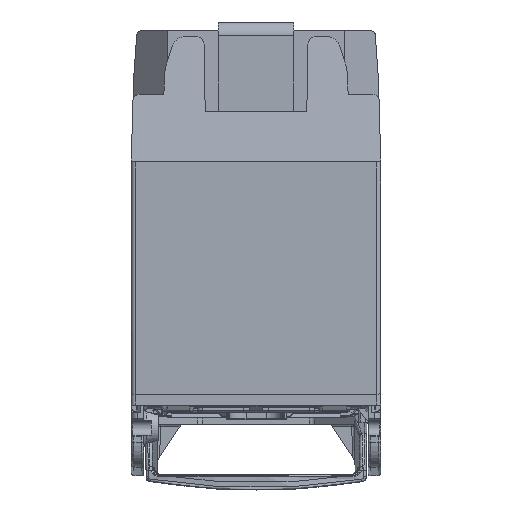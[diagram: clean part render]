
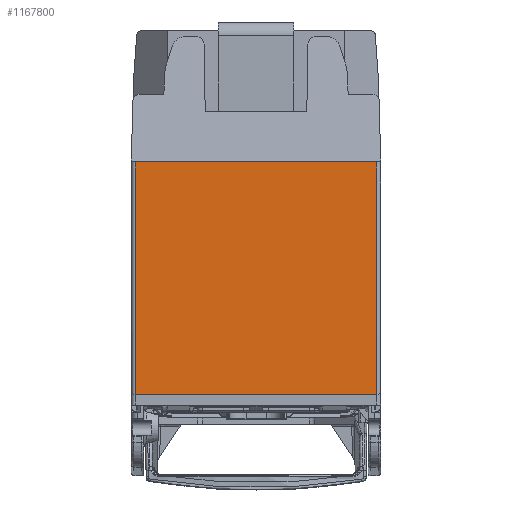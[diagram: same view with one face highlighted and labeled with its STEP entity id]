
A CAD part, top view. The second image highlights one B-rep face of the part: STEP entity #1167800.
In plain terms, the highlighted face is planar.
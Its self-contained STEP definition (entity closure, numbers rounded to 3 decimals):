
#71520=CARTESIAN_POINT('',(648.634,85.037,
98.));
#71530=VERTEX_POINT('',#71520);
#71580=CARTESIAN_POINT('',(648.634,9.,
98.));
#71590=DIRECTION('',(0.,-1.,0.));
#71600=VECTOR('',#71590,1.);
#71610=LINE('',#71580,#71600);
#71620=CARTESIAN_POINT('',(648.634,-7.963,
98.));
#71630=VERTEX_POINT('',#71620);
#71640=EDGE_CURVE('',#71530,#71630,#71610,.T.);
#295070=CARTESIAN_POINT('',(648.634,-7.963,
0.));
#295080=DIRECTION('',(0.,0.,-1.));
#295090=VECTOR('',#295080,1.);
#295100=LINE('',#295070,#295090);
#295110=CARTESIAN_POINT('',(648.634,-7.963,
1.5));
#295120=VERTEX_POINT('',#295110);
#295130=EDGE_CURVE('',#71630,#295120,#295100,.T.);
#1167260=CARTESIAN_POINT('',(648.634,85.037,
1.5));
#1167270=VERTEX_POINT('',#1167260);
#1167300=CARTESIAN_POINT('',(648.634,85.037,
0.));
#1167310=DIRECTION('',(0.,0.,1.));
#1167320=VECTOR('',#1167310,1.);
#1167330=LINE('',#1167300,#1167320);
#1167340=EDGE_CURVE('',#1167270,#71530,#1167330,.T.);
#1167640=CARTESIAN_POINT('',(648.634,12.705,
4.812));
#1167650=DIRECTION('',(-1.,0.,0.));
#1167660=DIRECTION('',(0.,-1.,0.));
#1167670=AXIS2_PLACEMENT_3D('',#1167640,#1167650,#1167660);
#1167680=PLANE('',#1167670);
#1167690=ORIENTED_EDGE('',*,*,#295130,.T.);
#1167700=ORIENTED_EDGE('',*,*,#71640,.T.);
#1167710=ORIENTED_EDGE('',*,*,#1167340,.T.);
#1167720=CARTESIAN_POINT('',(648.634,9.,
1.5));
#1167730=DIRECTION('',(0.,-1.,0.));
#1167740=VECTOR('',#1167730,1.);
#1167750=LINE('',#1167720,#1167740);
#1167760=EDGE_CURVE('',#1167270,#295120,#1167750,.T.);
#1167770=ORIENTED_EDGE('',*,*,#1167760,.F.);
#1167780=EDGE_LOOP('',(#1167770,#1167710,#1167700,#1167690));
#1167790=FACE_OUTER_BOUND('',#1167780,.T.);
#1167800=ADVANCED_FACE('',(#1167790),#1167680,.F.);
